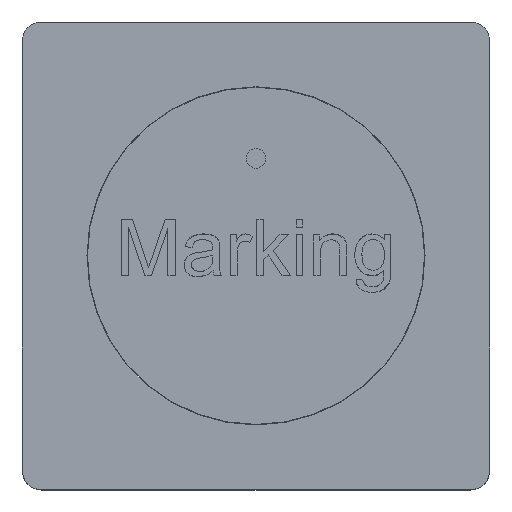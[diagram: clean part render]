
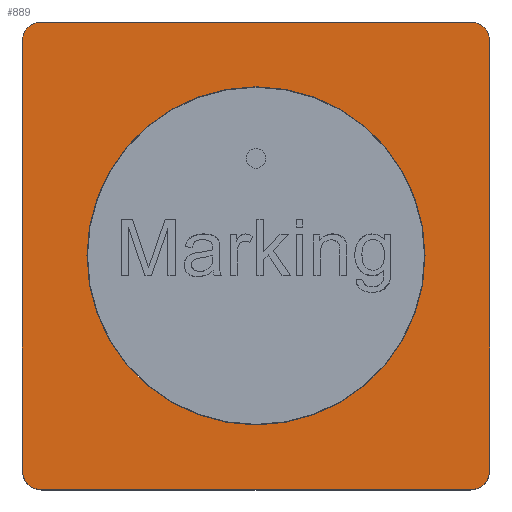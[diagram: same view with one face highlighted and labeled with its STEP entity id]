
A CAD part, top view. The second image highlights one B-rep face of the part: STEP entity #889.
In plain terms, the highlighted planar face has unit normal (0, 0, 1).
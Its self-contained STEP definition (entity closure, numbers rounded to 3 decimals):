
#792 = VERTEX_POINT('',#793);
#793 = CARTESIAN_POINT('',(2.2,2.4,1.9));
#799 = EDGE_CURVE('',#800,#792,#802,.T.);
#800 = VERTEX_POINT('',#801);
#801 = CARTESIAN_POINT('',(2.4,2.2,1.9));
#802 = CIRCLE('',#803,0.2);
#803 = AXIS2_PLACEMENT_3D('',#804,#805,#806);
#804 = CARTESIAN_POINT('',(2.2,2.2,1.9));
#805 = DIRECTION('',(0.,-0.,1.));
#806 = DIRECTION('',(0.,1.,0.));
#833 = VERTEX_POINT('',#834);
#834 = CARTESIAN_POINT('',(2.2,-2.4,1.9));
#840 = EDGE_CURVE('',#841,#833,#843,.T.);
#841 = VERTEX_POINT('',#842);
#842 = CARTESIAN_POINT('',(-2.2,-2.4,1.9));
#843 = LINE('',#844,#845);
#844 = CARTESIAN_POINT('',(-2.4,-2.4,1.9));
#845 = VECTOR('',#846,1.);
#846 = DIRECTION('',(1.,0.,0.));
#871 = EDGE_CURVE('',#872,#800,#874,.T.);
#872 = VERTEX_POINT('',#873);
#873 = CARTESIAN_POINT('',(2.4,-2.2,1.9));
#874 = LINE('',#875,#876);
#875 = CARTESIAN_POINT('',(2.4,-2.4,1.9));
#876 = VECTOR('',#877,1.);
#877 = DIRECTION('',(0.,1.,0.));
#889 = ADVANCED_FACE('',(#890,#910),#954,.T.);
#890 = FACE_BOUND('',#891,.T.);
#891 = EDGE_LOOP('',(#892,#903));
#892 = ORIENTED_EDGE('',*,*,#893,.T.);
#893 = EDGE_CURVE('',#894,#896,#898,.T.);
#894 = VERTEX_POINT('',#895);
#895 = CARTESIAN_POINT('',(-1.735,0.,1.9));
#896 = VERTEX_POINT('',#897);
#897 = CARTESIAN_POINT('',(0.,1.735,1.9));
#898 = CIRCLE('',#899,1.735);
#899 = AXIS2_PLACEMENT_3D('',#900,#901,#902);
#900 = CARTESIAN_POINT('',(0.,0.,1.9));
#901 = DIRECTION('',(0.,0.,-1.));
#902 = DIRECTION('',(-1.,0.,0.));
#903 = ORIENTED_EDGE('',*,*,#904,.T.);
#904 = EDGE_CURVE('',#896,#894,#905,.T.);
#905 = CIRCLE('',#906,1.735);
#906 = AXIS2_PLACEMENT_3D('',#907,#908,#909);
#907 = CARTESIAN_POINT('',(0.,0.,1.9));
#908 = DIRECTION('',(0.,0.,-1.));
#909 = DIRECTION('',(-1.,0.,0.));
#910 = FACE_BOUND('',#911,.T.);
#911 = EDGE_LOOP('',(#912,#913,#914,#922,#931,#939,#946,#947));
#912 = ORIENTED_EDGE('',*,*,#871,.T.);
#913 = ORIENTED_EDGE('',*,*,#799,.T.);
#914 = ORIENTED_EDGE('',*,*,#915,.T.);
#915 = EDGE_CURVE('',#792,#916,#918,.T.);
#916 = VERTEX_POINT('',#917);
#917 = CARTESIAN_POINT('',(-2.2,2.4,1.9));
#918 = LINE('',#919,#920);
#919 = CARTESIAN_POINT('',(2.4,2.4,1.9));
#920 = VECTOR('',#921,1.);
#921 = DIRECTION('',(-1.,0.,0.));
#922 = ORIENTED_EDGE('',*,*,#923,.T.);
#923 = EDGE_CURVE('',#916,#924,#926,.T.);
#924 = VERTEX_POINT('',#925);
#925 = CARTESIAN_POINT('',(-2.4,2.2,1.9));
#926 = CIRCLE('',#927,0.2);
#927 = AXIS2_PLACEMENT_3D('',#928,#929,#930);
#928 = CARTESIAN_POINT('',(-2.2,2.2,1.9));
#929 = DIRECTION('',(0.,-0.,1.));
#930 = DIRECTION('',(0.,1.,0.));
#931 = ORIENTED_EDGE('',*,*,#932,.T.);
#932 = EDGE_CURVE('',#924,#933,#935,.T.);
#933 = VERTEX_POINT('',#934);
#934 = CARTESIAN_POINT('',(-2.4,-2.2,1.9));
#935 = LINE('',#936,#937);
#936 = CARTESIAN_POINT('',(-2.4,2.4,1.9));
#937 = VECTOR('',#938,1.);
#938 = DIRECTION('',(0.,-1.,0.));
#939 = ORIENTED_EDGE('',*,*,#940,.T.);
#940 = EDGE_CURVE('',#933,#841,#941,.T.);
#941 = CIRCLE('',#942,0.2);
#942 = AXIS2_PLACEMENT_3D('',#943,#944,#945);
#943 = CARTESIAN_POINT('',(-2.2,-2.2,1.9));
#944 = DIRECTION('',(0.,-0.,1.));
#945 = DIRECTION('',(0.,1.,0.));
#946 = ORIENTED_EDGE('',*,*,#840,.T.);
#947 = ORIENTED_EDGE('',*,*,#948,.T.);
#948 = EDGE_CURVE('',#833,#872,#949,.T.);
#949 = CIRCLE('',#950,0.2);
#950 = AXIS2_PLACEMENT_3D('',#951,#952,#953);
#951 = CARTESIAN_POINT('',(2.2,-2.2,1.9));
#952 = DIRECTION('',(0.,-0.,1.));
#953 = DIRECTION('',(0.,1.,0.));
#954 = PLANE('',#955);
#955 = AXIS2_PLACEMENT_3D('',#956,#957,#958);
#956 = CARTESIAN_POINT('',(2.4,-2.4,1.9));
#957 = DIRECTION('',(0.,0.,1.));
#958 = DIRECTION('',(0.,1.,0.));
